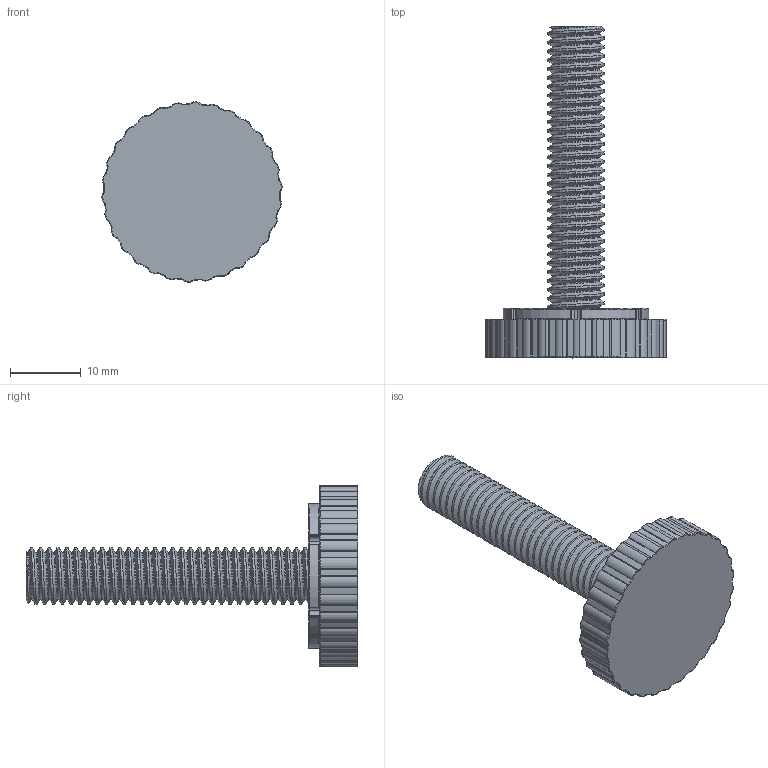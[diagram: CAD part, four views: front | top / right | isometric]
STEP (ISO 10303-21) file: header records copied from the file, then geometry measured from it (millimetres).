
FILE_DESCRIPTION (( 'STEP AP214' ), '1' );
FILE_NAME ('AL-5130 Îïîðà ðåãóëèðóåìàÿ D25 Ì8 40 ìì.STEP', '2023-12-06T06:49:50', ( '' ), ( '' ), 'SwSTEP 2.0', 'SolidWorks 2021', '' );
FILE_SCHEMA (( 'AUTOMOTIVE_DESIGN' ));
Length unit declared in the file: millimetre
Products named in the file (1): AL-5130 Îïîðà ðåãóëèðóåìàÿ D25 Ì8 40 ìì
Bounding box: 25.51 x 46.99 x 25.54 mm (x, y, z)
Volume: 4938.5 mm3; surface area: 3247.4 mm2
Topology: 2 solids, 2 shells, 719 faces, 1728 edges, 888 vertices
Faces by surface type: cylinder 300, torus 234, bspline 135, plane 30, sphere 18, cone 2
Entity records: 35363 total; most frequent: CARTESIAN_POINT 13381, ORIENTED_EDGE 3204, DIRECTION 3160, EDGE_CURVE 1602, AXIS2_PLACEMENT_3D 1402, VERTEX_POINT 888, CIRCLE 817, EDGE_LOOP 720
